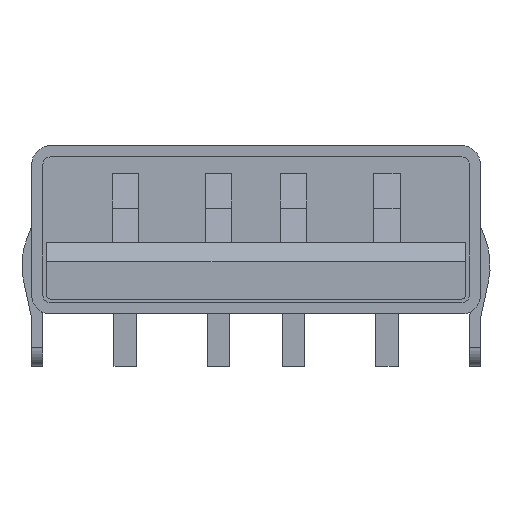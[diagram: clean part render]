
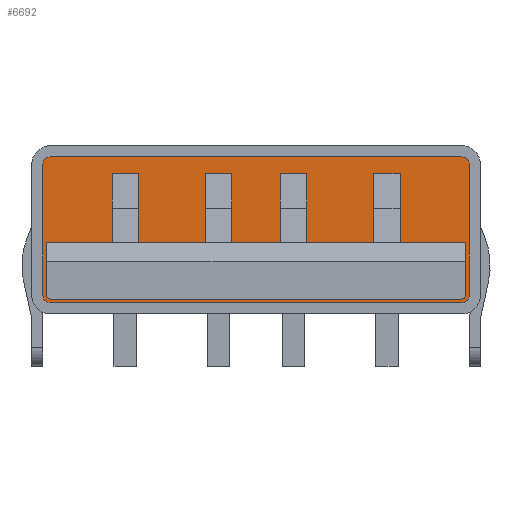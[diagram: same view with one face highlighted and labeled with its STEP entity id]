
A CAD part, front view. The second image highlights one B-rep face of the part: STEP entity #6692.
In plain terms, the highlighted planar face has unit normal (0, -1, 0).
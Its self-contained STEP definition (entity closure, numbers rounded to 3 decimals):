
#114 = DIRECTION ( 'NONE',  ( 0., 0., 1. ) ) ;
#131 = VERTEX_POINT ( 'NONE', #8900 ) ;
#621 = CARTESIAN_POINT ( 'NONE',  ( -5.5, 0.25, 0.4 ) ) ;
#802 = ORIENTED_EDGE ( 'NONE', *, *, #18040, .F. ) ;
#1254 = EDGE_CURVE ( 'NONE', #131, #8998, #5240, .T. ) ;
#1264 = DIRECTION ( 'NONE',  ( 0., 0., 1. ) ) ;
#1389 = DIRECTION ( 'NONE',  ( 0., -1., 0. ) ) ;
#1473 = VECTOR ( 'NONE', #6038, 1000. ) ;
#1485 = CARTESIAN_POINT ( 'NONE',  ( 5.6, 0.25, 1.9 ) ) ;
#1522 = ORIENTED_EDGE ( 'NONE', *, *, #16566, .T. ) ;
#1597 = AXIS2_PLACEMENT_3D ( 'NONE', #10302, #12125, #5463 ) ;
#1641 = DIRECTION ( 'NONE',  ( 0., 0., -1. ) ) ;
#2793 = EDGE_CURVE ( 'NONE', #15734, #3647, #17891, .T. ) ;
#3019 = EDGE_CURVE ( 'NONE', #18896, #5434, #21654, .T. ) ;
#3265 = CARTESIAN_POINT ( 'NONE',  ( 5.5, 0.25, 0.4 ) ) ;
#3278 = CARTESIAN_POINT ( 'NONE',  ( 5.6, 0.25, 0.5 ) ) ;
#3409 = AXIS2_PLACEMENT_3D ( 'NONE', #13743, #1389, #10479 ) ;
#3483 = CARTESIAN_POINT ( 'NONE',  ( 5.7, 0.25, 0.5 ) ) ;
#3640 = CARTESIAN_POINT ( 'NONE',  ( -5.5, 0.25, 4.2 ) ) ;
#3647 = VERTEX_POINT ( 'NONE', #8959 ) ;
#3975 = EDGE_CURVE ( 'NONE', #8998, #20836, #15917, .T. ) ;
#3995 = CARTESIAN_POINT ( 'NONE',  ( -5.5, 0.25, 4.2 ) ) ;
#5069 = EDGE_CURVE ( 'NONE', #20836, #20490, #15277, .T. ) ;
#5240 = CIRCLE ( 'NONE', #20321, 0.2 ) ;
#5287 = AXIS2_PLACEMENT_3D ( 'NONE', #12456, #7851, #11148 ) ;
#5409 = DIRECTION ( 'NONE',  ( 0., 0., 1. ) ) ;
#5434 = VERTEX_POINT ( 'NONE', #6707 ) ;
#5463 = DIRECTION ( 'NONE',  ( 0., 0., 1. ) ) ;
#5810 = CARTESIAN_POINT ( 'NONE',  ( 5.5, 0.25, 0.3 ) ) ;
#6038 = DIRECTION ( 'NONE',  ( 0., 0., -1. ) ) ;
#6536 = LINE ( 'NONE', #1485, #18138 ) ;
#6604 = DIRECTION ( 'NONE',  ( 0., 0., 1. ) ) ;
#6692 = ADVANCED_FACE ( 'NONE', ( #14240, #11059 ), #17746, .T. ) ;
#6707 = CARTESIAN_POINT ( 'NONE',  ( 5.6, 0.25, 1.9 ) ) ;
#6743 = CARTESIAN_POINT ( 'NONE',  ( 5.6, 0.25, 1.9 ) ) ;
#6770 = AXIS2_PLACEMENT_3D ( 'NONE', #19901, #21611, #6604 ) ;
#7033 = ORIENTED_EDGE ( 'NONE', *, *, #15085, .T. ) ;
#7274 = VECTOR ( 'NONE', #15370, 1000. ) ;
#7439 = VERTEX_POINT ( 'NONE', #5810 ) ;
#7475 = DIRECTION ( 'NONE',  ( -1., 0., 0. ) ) ;
#7704 = AXIS2_PLACEMENT_3D ( 'NONE', #16601, #17931, #1264 ) ;
#7851 = DIRECTION ( 'NONE',  ( 0., -1., 0. ) ) ;
#8532 = EDGE_CURVE ( 'NONE', #14078, #18896, #18128, .T. ) ;
#8697 = CARTESIAN_POINT ( 'NONE',  ( 5.5, 0.25, 0.3 ) ) ;
#8895 = CIRCLE ( 'NONE', #6770, 0.2 ) ;
#8900 = CARTESIAN_POINT ( 'NONE',  ( 5.7, 0.25, 4. ) ) ;
#8926 = LINE ( 'NONE', #11860, #15157 ) ;
#8959 = CARTESIAN_POINT ( 'NONE',  ( -5.5, 0.25, 0.3 ) ) ;
#8998 = VERTEX_POINT ( 'NONE', #13828 ) ;
#9421 = ORIENTED_EDGE ( 'NONE', *, *, #3019, .F. ) ;
#9645 = ORIENTED_EDGE ( 'NONE', *, *, #5069, .T. ) ;
#9701 = EDGE_LOOP ( 'NONE', ( #12524, #7033, #19059, #16403, #9865, #19312, #9645, #1522 ) ) ;
#9865 = ORIENTED_EDGE ( 'NONE', *, *, #1254, .T. ) ;
#9928 = DIRECTION ( 'NONE',  ( 1., 0., 0. ) ) ;
#10271 = VERTEX_POINT ( 'NONE', #12265 ) ;
#10302 = CARTESIAN_POINT ( 'NONE',  ( -5.5, 0.25, 4. ) ) ;
#10404 = ORIENTED_EDGE ( 'NONE', *, *, #16173, .F. ) ;
#10425 = VERTEX_POINT ( 'NONE', #621 ) ;
#10479 = DIRECTION ( 'NONE',  ( 0., 0., 1. ) ) ;
#10954 = CARTESIAN_POINT ( 'NONE',  ( -5.6, 0.25, 0.5 ) ) ;
#11034 = ORIENTED_EDGE ( 'NONE', *, *, #14698, .F. ) ;
#11059 = FACE_BOUND ( 'NONE', #18342, .T. ) ;
#11148 = DIRECTION ( 'NONE',  ( 0., 0., 1. ) ) ;
#11488 = DIRECTION ( 'NONE',  ( 0., 0., 1. ) ) ;
#11755 = LINE ( 'NONE', #8697, #7274 ) ;
#11860 = CARTESIAN_POINT ( 'NONE',  ( 5.7, 0.25, 4. ) ) ;
#11907 = VERTEX_POINT ( 'NONE', #3483 ) ;
#11953 = LINE ( 'NONE', #13276, #12269 ) ;
#12125 = DIRECTION ( 'NONE',  ( 0., -1., 0. ) ) ;
#12265 = CARTESIAN_POINT ( 'NONE',  ( -5.6, 0.25, 1.9 ) ) ;
#12269 = VECTOR ( 'NONE', #1641, 1000. ) ;
#12456 = CARTESIAN_POINT ( 'NONE',  ( -5.5, 0.25, 0.5 ) ) ;
#12524 = ORIENTED_EDGE ( 'NONE', *, *, #2793, .T. ) ;
#12660 = CARTESIAN_POINT ( 'NONE',  ( -5.7, 0.25, 4. ) ) ;
#12782 = AXIS2_PLACEMENT_3D ( 'NONE', #21671, #19749, #11488 ) ;
#12877 = CARTESIAN_POINT ( 'NONE',  ( -5.5, 0.25, 0.4 ) ) ;
#13113 = EDGE_CURVE ( 'NONE', #7439, #11907, #8895, .T. ) ;
#13272 = CARTESIAN_POINT ( 'NONE',  ( -5.7, 0.25, 0.5 ) ) ;
#13276 = CARTESIAN_POINT ( 'NONE',  ( -5.7, 0.25, 0.5 ) ) ;
#13743 = CARTESIAN_POINT ( 'NONE',  ( 5.5, 0.25, 0.5 ) ) ;
#13776 = ORIENTED_EDGE ( 'NONE', *, *, #16148, .F. ) ;
#13828 = CARTESIAN_POINT ( 'NONE',  ( 5.5, 0.25, 4.2 ) ) ;
#14078 = VERTEX_POINT ( 'NONE', #3265 ) ;
#14214 = VERTEX_POINT ( 'NONE', #10954 ) ;
#14240 = FACE_OUTER_BOUND ( 'NONE', #9701, .T. ) ;
#14698 = EDGE_CURVE ( 'NONE', #5434, #10271, #6536, .T. ) ;
#15085 = EDGE_CURVE ( 'NONE', #3647, #7439, #11755, .T. ) ;
#15157 = VECTOR ( 'NONE', #5409, 1000. ) ;
#15277 = CIRCLE ( 'NONE', #1597, 0.2 ) ;
#15370 = DIRECTION ( 'NONE',  ( 1., 0., 0. ) ) ;
#15414 = VECTOR ( 'NONE', #9928, 1000. ) ;
#15663 = LINE ( 'NONE', #20939, #1473 ) ;
#15734 = VERTEX_POINT ( 'NONE', #13272 ) ;
#15917 = LINE ( 'NONE', #3995, #21464 ) ;
#16148 = EDGE_CURVE ( 'NONE', #10425, #14078, #16386, .T. ) ;
#16173 = EDGE_CURVE ( 'NONE', #14214, #10425, #20003, .T. ) ;
#16386 = LINE ( 'NONE', #12877, #15414 ) ;
#16403 = ORIENTED_EDGE ( 'NONE', *, *, #18591, .T. ) ;
#16566 = EDGE_CURVE ( 'NONE', #20490, #15734, #11953, .T. ) ;
#16601 = CARTESIAN_POINT ( 'NONE',  ( -5.5, 0.25, 0.5 ) ) ;
#17746 = PLANE ( 'NONE',  #12782 ) ;
#17891 = CIRCLE ( 'NONE', #5287, 0.2 ) ;
#17931 = DIRECTION ( 'NONE',  ( 0., -1., 0. ) ) ;
#17948 = DIRECTION ( 'NONE',  ( 0., 0., 1. ) ) ;
#18040 = EDGE_CURVE ( 'NONE', #10271, #14214, #15663, .T. ) ;
#18128 = CIRCLE ( 'NONE', #3409, 0.1 ) ;
#18138 = VECTOR ( 'NONE', #19732, 1000. ) ;
#18140 = ORIENTED_EDGE ( 'NONE', *, *, #8532, .F. ) ;
#18342 = EDGE_LOOP ( 'NONE', ( #802, #11034, #9421, #18140, #13776, #10404 ) ) ;
#18591 = EDGE_CURVE ( 'NONE', #11907, #131, #8926, .T. ) ;
#18896 = VERTEX_POINT ( 'NONE', #3278 ) ;
#18960 = VECTOR ( 'NONE', #17948, 1000. ) ;
#19059 = ORIENTED_EDGE ( 'NONE', *, *, #13113, .T. ) ;
#19312 = ORIENTED_EDGE ( 'NONE', *, *, #3975, .T. ) ;
#19732 = DIRECTION ( 'NONE',  ( -1., 0., 0. ) ) ;
#19749 = DIRECTION ( 'NONE',  ( 0., -1., 0. ) ) ;
#19901 = CARTESIAN_POINT ( 'NONE',  ( 5.5, 0.25, 0.5 ) ) ;
#20003 = CIRCLE ( 'NONE', #7704, 0.1 ) ;
#20285 = DIRECTION ( 'NONE',  ( 0., -1., 0. ) ) ;
#20321 = AXIS2_PLACEMENT_3D ( 'NONE', #21682, #20285, #114 ) ;
#20490 = VERTEX_POINT ( 'NONE', #12660 ) ;
#20836 = VERTEX_POINT ( 'NONE', #3640 ) ;
#20939 = CARTESIAN_POINT ( 'NONE',  ( -5.6, 0.25, 1.9 ) ) ;
#21464 = VECTOR ( 'NONE', #7475, 1000. ) ;
#21611 = DIRECTION ( 'NONE',  ( 0., -1., 0. ) ) ;
#21654 = LINE ( 'NONE', #6743, #18960 ) ;
#21671 = CARTESIAN_POINT ( 'NONE',  ( -5.5, 0.25, 0.5 ) ) ;
#21682 = CARTESIAN_POINT ( 'NONE',  ( 5.5, 0.25, 4. ) ) ;
